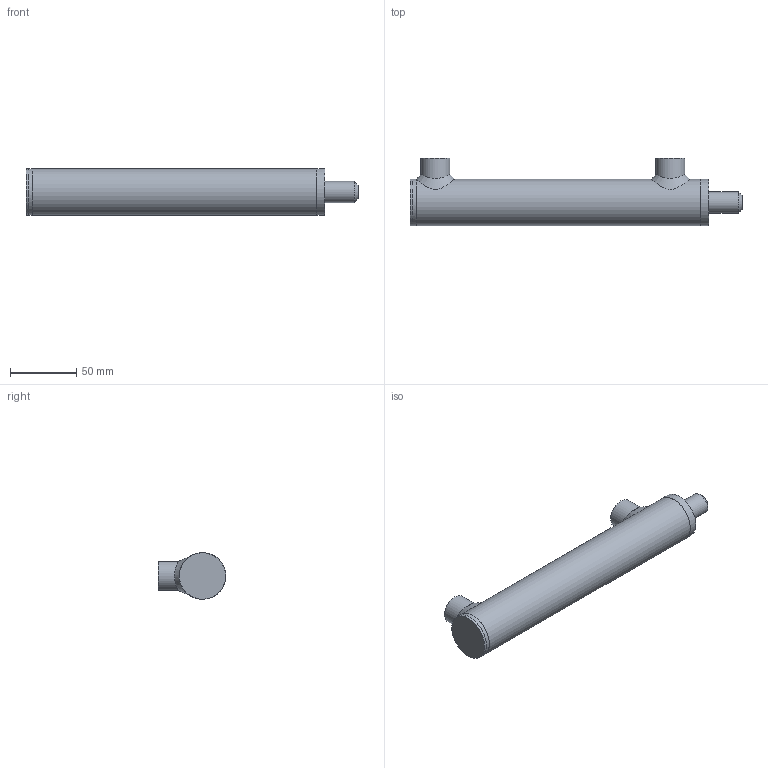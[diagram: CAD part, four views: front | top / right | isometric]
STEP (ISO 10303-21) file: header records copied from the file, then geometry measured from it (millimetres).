
FILE_DESCRIPTION(/* description */ (''),/* implementation_level */ '2;1');
FILE_NAME(/* name */ 'CY0250160150A00A00-1.stp',/* time_stamp */ '2023-05-16T11:21:16+02:00',/* author */ ('msn'),/* organization */ (''),/* preprocessor_version */ 'ST-DEVELOPER v19.2',/* originating_system */ 'Autodesk Inventor 2024',/* authorisation */ '');
FILE_SCHEMA (('AUTOMOTIVE_DESIGN { 1 0 10303 214 3 1 1 }'));
Length unit declared in the file: millimetre
Products named in the file (7): CY0250160150A00A00-1; CY0250160150A00A00-1_1; Rør Ø35; Stok Ø16; NBF000025035; NBT03502516G; bøsning 1-4``
Assembly tree (7 placements, depth 2):
  CY0250160150A00A00-1
    CY0250160150A00A00-1_1
    Rør Ø35
    Stok Ø16
    NBF000025035
    NBT03502516G
    bøsning 1-4``  x2
Bounding box: 250 x 50.82 x 35 mm (x, y, z)
Volume: 170723.2 mm3; surface area: 70210.2 mm2
Topology: 8 solids, 8 shells, 77 faces, 163 edges, 109 vertices
Faces by surface type: cylinder 33, plane 25, cone 13, torus 4, bspline 2
Full cylindrical faces by diameter (mm): 5 x2, 10 x1, 11 x1, 11.445 x2, 16 x5, 17 x1, 19 x1, 20 x1, 22 x5, 25 x5, 28 x2, 30 x1, 35 x4
Entity records: 3224 total; most frequent: CARTESIAN_POINT 1326, DIRECTION 381, ORIENTED_EDGE 308, AXIS2_PLACEMENT_3D 168, EDGE_CURVE 154, VERTEX_POINT 103, EDGE_LOOP 95, CIRCLE 84
